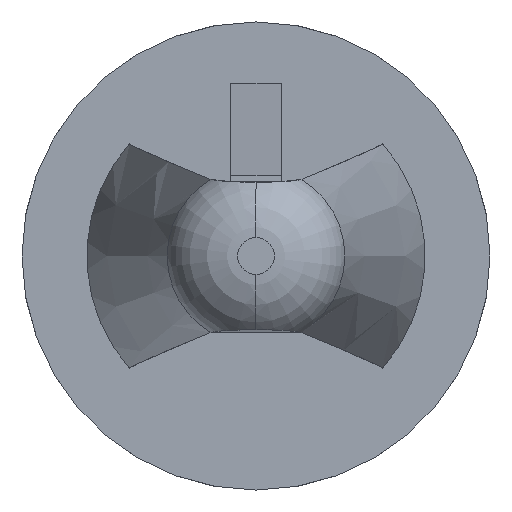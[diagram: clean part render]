
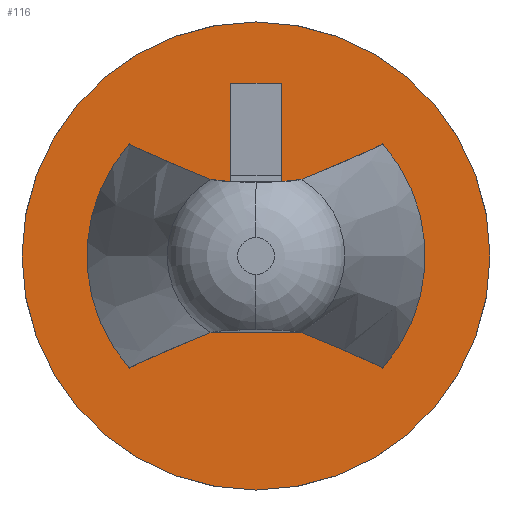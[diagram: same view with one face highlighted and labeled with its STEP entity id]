
A CAD part, left-side view. The second image highlights one B-rep face of the part: STEP entity #116.
In plain terms, the highlighted planar face has unit normal (-1, 0, 0).
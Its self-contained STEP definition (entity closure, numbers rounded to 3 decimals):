
#89 = B_SPLINE_CURVE_WITH_KNOTS ( 'NONE', 3,
 ( #4675, #1788, #5108, #2608, #125, #3037, #546 ),
 .UNSPECIFIED., .F., .F.,
 ( 4, 1, 1, 1, 4 ),
 ( 0.177, 0.185, 0.37, 0.685, 0.692 ),
 .UNSPECIFIED. ) ;
#116 = ADVANCED_FACE ( 'NONE', ( #2952, #2114, #4057 ), #476, .F. ) ;
#118 = ORIENTED_EDGE ( 'NONE', *, *, #240, .F. ) ;
#125 = CARTESIAN_POINT ( 'NONE',  ( -168.625, 237.339, -1.346 ) ) ;
#200 = CARTESIAN_POINT ( 'NONE',  ( -168.625, 239.497, 1.149 ) ) ;
#240 = EDGE_CURVE ( 'NONE', #4104, #2742, #1198, .T. ) ;
#282 = EDGE_CURVE ( 'NONE', #3535, #5211, #2567, .T. ) ;
#320 = B_SPLINE_CURVE_WITH_KNOTS ( 'NONE', 3,
 ( #2639, #3462, #2479, #4739, #4394, #3062 ),
 .UNSPECIFIED., .F., .F.,
 ( 4, 1, 1, 4 ),
 ( 0.177, 0.185, 0.37, 0.693 ),
 .UNSPECIFIED. ) ;
#356 = ORIENTED_EDGE ( 'NONE', *, *, #4166, .T. ) ;
#425 = CARTESIAN_POINT ( 'NONE',  ( -168.625, 239.921, -1.329 ) ) ;
#430 = EDGE_LOOP ( 'NONE', ( #4889, #356 ) ) ;
#476 = PLANE ( 'NONE',  #2306 ) ;
#546 = CARTESIAN_POINT ( 'NONE',  ( -168.625, 237.22, -1.4 ) ) ;
#775 = VERTEX_POINT ( 'NONE', #3590 ) ;
#783 = AXIS2_PLACEMENT_3D ( 'NONE', #2659, #2092, #2508 ) ;
#874 = EDGE_CURVE ( 'NONE', #775, #2742, #877, .T. ) ;
#877 = CIRCLE ( 'NONE', #1211, 1.428 ) ;
#925 = CARTESIAN_POINT ( 'NONE',  ( -168.625, 237.22, -1.4 ) ) ;
#956 = DIRECTION ( 'NONE',  ( -1., 0., 0. ) ) ;
#1035 = CARTESIAN_POINT ( 'NONE',  ( -168.625, 240.077, 1.4 ) ) ;
#1189 = DIRECTION ( 'NONE',  ( 0., 0., 1. ) ) ;
#1198 = B_SPLINE_CURVE_WITH_KNOTS ( 'NONE', 3,
 ( #3070, #2497, #1782, #4838, #2651, #4991 ),
 .UNSPECIFIED., .F., .F.,
 ( 4, 1, 1, 4 ),
 ( 0.307, 0.351, 0.701, 0.822 ),
 .UNSPECIFIED. ) ;
#1211 = AXIS2_PLACEMENT_3D ( 'NONE', #4387, #4538, #1189 ) ;
#1219 = DIRECTION ( 'NONE',  ( -1., 0., 0. ) ) ;
#1391 = ORIENTED_EDGE ( 'NONE', *, *, #2217, .F. ) ;
#1527 = CIRCLE ( 'NONE', #4754, 3.25 ) ;
#1782 = CARTESIAN_POINT ( 'NONE',  ( -168.625, 237.376, 1.329 ) ) ;
#1783 = CIRCLE ( 'NONE', #783, 2. ) ;
#1788 = CARTESIAN_POINT ( 'NONE',  ( -168.625, 237.797, -1.15 ) ) ;
#1967 = EDGE_LOOP ( 'NONE', ( #118, #2679, #2611, #4401 ) ) ;
#2017 = DIRECTION ( 'NONE',  ( 0., 0., 1. ) ) ;
#2092 = DIRECTION ( 'NONE',  ( -1., 0., 0. ) ) ;
#2107 = CARTESIAN_POINT ( 'NONE',  ( -168.625, 239.496, -1.15 ) ) ;
#2114 = FACE_BOUND ( 'NONE', #1967, .T. ) ;
#2127 = CARTESIAN_POINT ( 'NONE',  ( -168.625, 238.648, 0. ) ) ;
#2129 = EDGE_CURVE ( 'NONE', #3911, #4104, #1783, .T. ) ;
#2187 = VERTEX_POINT ( 'NONE', #2728 ) ;
#2217 = EDGE_CURVE ( 'NONE', #3554, #2187, #4690, .T. ) ;
#2248 = AXIS2_PLACEMENT_3D ( 'NONE', #2127, #4255, #3119 ) ;
#2306 = AXIS2_PLACEMENT_3D ( 'NONE', #2954, #3418, #2722 ) ;
#2330 = EDGE_CURVE ( 'NONE', #2187, #5211, #4163, .T. ) ;
#2345 = CARTESIAN_POINT ( 'NONE',  ( -168.625, 240.077, -1.4 ) ) ;
#2425 = EDGE_CURVE ( 'NONE', #3535, #3554, #320, .T. ) ;
#2479 = CARTESIAN_POINT ( 'NONE',  ( -168.625, 239.578, 1.181 ) ) ;
#2497 = CARTESIAN_POINT ( 'NONE',  ( -168.625, 237.236, 1.393 ) ) ;
#2508 = DIRECTION ( 'NONE',  ( 0., 0., 1. ) ) ;
#2526 = CARTESIAN_POINT ( 'NONE',  ( -168.625, 239.734, -1.245 ) ) ;
#2567 = CIRCLE ( 'NONE', #2248, 1.428 ) ;
#2602 = EDGE_CURVE ( 'NONE', #3196, #2969, #2638, .T. ) ;
#2608 = CARTESIAN_POINT ( 'NONE',  ( -168.625, 237.524, -1.264 ) ) ;
#2611 = ORIENTED_EDGE ( 'NONE', *, *, #5253, .F. ) ;
#2638 = CIRCLE ( 'NONE', #5375, 3.25 ) ;
#2639 = CARTESIAN_POINT ( 'NONE',  ( -168.625, 239.497, 1.149 ) ) ;
#2651 = CARTESIAN_POINT ( 'NONE',  ( -168.625, 237.752, 1.169 ) ) ;
#2659 = CARTESIAN_POINT ( 'NONE',  ( -168.625, 238.648, 0. ) ) ;
#2679 = ORIENTED_EDGE ( 'NONE', *, *, #2129, .F. ) ;
#2722 = DIRECTION ( 'NONE',  ( 0., 0., -1. ) ) ;
#2728 = CARTESIAN_POINT ( 'NONE',  ( -168.625, 240.077, -1.4 ) ) ;
#2742 = VERTEX_POINT ( 'NONE', #5145 ) ;
#2749 = EDGE_LOOP ( 'NONE', ( #2943, #4393, #2797, #1391 ) ) ;
#2797 = ORIENTED_EDGE ( 'NONE', *, *, #2330, .F. ) ;
#2943 = ORIENTED_EDGE ( 'NONE', *, *, #2425, .F. ) ;
#2952 = FACE_BOUND ( 'NONE', #2749, .T. ) ;
#2954 = CARTESIAN_POINT ( 'NONE',  ( -168.625, 238.648, 0. ) ) ;
#2964 = CARTESIAN_POINT ( 'NONE',  ( -168.625, 238.648, 0. ) ) ;
#2969 = VERTEX_POINT ( 'NONE', #3221 ) ;
#3037 = CARTESIAN_POINT ( 'NONE',  ( -168.625, 237.223, -1.399 ) ) ;
#3062 = CARTESIAN_POINT ( 'NONE',  ( -168.625, 240.077, 1.4 ) ) ;
#3070 = CARTESIAN_POINT ( 'NONE',  ( -168.625, 237.22, 1.4 ) ) ;
#3119 = DIRECTION ( 'NONE',  ( 0., 0., 1. ) ) ;
#3196 = VERTEX_POINT ( 'NONE', #4497 ) ;
#3221 = CARTESIAN_POINT ( 'NONE',  ( -168.625, 238.648, -3.25 ) ) ;
#3308 = DIRECTION ( 'NONE',  ( 0., 0., 1. ) ) ;
#3418 = DIRECTION ( 'NONE',  ( 1., 0., 0. ) ) ;
#3462 = CARTESIAN_POINT ( 'NONE',  ( -168.625, 239.5, 1.15 ) ) ;
#3535 = VERTEX_POINT ( 'NONE', #200 ) ;
#3554 = VERTEX_POINT ( 'NONE', #1035 ) ;
#3590 = CARTESIAN_POINT ( 'NONE',  ( -168.625, 237.8, -1.149 ) ) ;
#3685 = CARTESIAN_POINT ( 'NONE',  ( -168.625, 238.648, 0. ) ) ;
#3728 = CARTESIAN_POINT ( 'NONE',  ( -168.625, 240.061, -1.393 ) ) ;
#3798 = CARTESIAN_POINT ( 'NONE',  ( -168.625, 239.496, -1.15 ) ) ;
#3911 = VERTEX_POINT ( 'NONE', #925 ) ;
#4057 = FACE_OUTER_BOUND ( 'NONE', #430, .T. ) ;
#4104 = VERTEX_POINT ( 'NONE', #4891 ) ;
#4107 = DIRECTION ( 'NONE',  ( 0., 0., 1. ) ) ;
#4163 = B_SPLINE_CURVE_WITH_KNOTS ( 'NONE', 3,
 ( #2345, #3728, #425, #2526, #5010, #2107 ),
 .UNSPECIFIED., .F., .F.,
 ( 4, 1, 1, 4 ),
 ( 0.307, 0.351, 0.701, 0.822 ),
 .UNSPECIFIED. ) ;
#4166 = EDGE_CURVE ( 'NONE', #2969, #3196, #1527, .T. ) ;
#4255 = DIRECTION ( 'NONE',  ( -1., 0., 0. ) ) ;
#4387 = CARTESIAN_POINT ( 'NONE',  ( -168.625, 238.648, 0. ) ) ;
#4393 = ORIENTED_EDGE ( 'NONE', *, *, #282, .T. ) ;
#4394 = CARTESIAN_POINT ( 'NONE',  ( -168.625, 239.961, 1.348 ) ) ;
#4401 = ORIENTED_EDGE ( 'NONE', *, *, #874, .T. ) ;
#4494 = CARTESIAN_POINT ( 'NONE',  ( -168.625, 238.648, 0. ) ) ;
#4497 = CARTESIAN_POINT ( 'NONE',  ( -168.625, 238.648, 3.25 ) ) ;
#4538 = DIRECTION ( 'NONE',  ( -1., 0., 0. ) ) ;
#4632 = AXIS2_PLACEMENT_3D ( 'NONE', #2964, #956, #3308 ) ;
#4675 = CARTESIAN_POINT ( 'NONE',  ( -168.625, 237.8, -1.149 ) ) ;
#4690 = CIRCLE ( 'NONE', #4632, 2. ) ;
#4739 = CARTESIAN_POINT ( 'NONE',  ( -168.625, 239.775, 1.265 ) ) ;
#4754 = AXIS2_PLACEMENT_3D ( 'NONE', #3685, #1219, #4107 ) ;
#4838 = CARTESIAN_POINT ( 'NONE',  ( -168.625, 237.562, 1.245 ) ) ;
#4889 = ORIENTED_EDGE ( 'NONE', *, *, #2602, .T. ) ;
#4891 = CARTESIAN_POINT ( 'NONE',  ( -168.625, 237.22, 1.4 ) ) ;
#4920 = DIRECTION ( 'NONE',  ( -1., 0., 0. ) ) ;
#4991 = CARTESIAN_POINT ( 'NONE',  ( -168.625, 237.801, 1.15 ) ) ;
#5010 = CARTESIAN_POINT ( 'NONE',  ( -168.625, 239.545, -1.169 ) ) ;
#5108 = CARTESIAN_POINT ( 'NONE',  ( -168.625, 237.72, -1.182 ) ) ;
#5145 = CARTESIAN_POINT ( 'NONE',  ( -168.625, 237.801, 1.15 ) ) ;
#5211 = VERTEX_POINT ( 'NONE', #3798 ) ;
#5253 = EDGE_CURVE ( 'NONE', #775, #3911, #89, .T. ) ;
#5375 = AXIS2_PLACEMENT_3D ( 'NONE', #4494, #4920, #2017 ) ;
